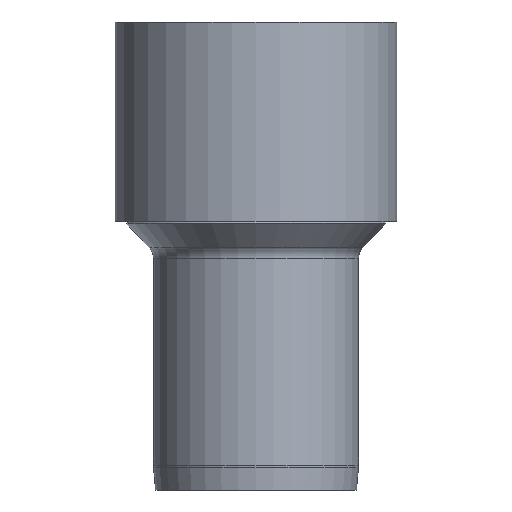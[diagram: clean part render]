
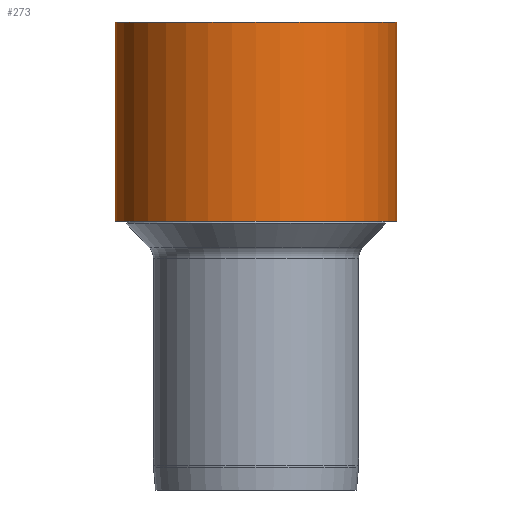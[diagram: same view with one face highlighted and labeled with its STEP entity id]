
A CAD part, front view. The second image highlights one B-rep face of the part: STEP entity #273.
In plain terms, the highlighted cylindrical face has radius 706.5 mm (diameter 1413 mm), a full revolution.
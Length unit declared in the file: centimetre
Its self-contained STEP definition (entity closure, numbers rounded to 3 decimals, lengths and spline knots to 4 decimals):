
#32=CYLINDRICAL_SURFACE('',#321,70.65);
#41=LINE('',#504,#50);
#50=VECTOR('',#423,70.65);
#71=FACE_OUTER_BOUND('',#90,.T.);
#90=EDGE_LOOP('',(#250,#251,#252,#253));
#115=CIRCLE('',#315,70.65);
#118=CIRCLE('',#320,70.65);
#139=VERTEX_POINT('',#492);
#142=VERTEX_POINT('',#501);
#174=EDGE_CURVE('',#139,#139,#115,.T.);
#178=EDGE_CURVE('',#142,#142,#118,.T.);
#179=EDGE_CURVE('',#139,#142,#41,.T.);
#250=ORIENTED_EDGE('',*,*,#174,.F.);
#251=ORIENTED_EDGE('',*,*,#179,.T.);
#252=ORIENTED_EDGE('',*,*,#178,.T.);
#253=ORIENTED_EDGE('',*,*,#179,.F.);
#273=ADVANCED_FACE('',(#71),#32,.T.);
#315=AXIS2_PLACEMENT_3D('',#493,#408,#409);
#320=AXIS2_PLACEMENT_3D('',#502,#419,#420);
#321=AXIS2_PLACEMENT_3D('',#503,#421,#422);
#408=DIRECTION('center_axis',(0.,0.,-1.));
#409=DIRECTION('ref_axis',(1.,0.,0.));
#419=DIRECTION('center_axis',(0.,0.,-1.));
#420=DIRECTION('ref_axis',(1.,0.,0.));
#421=DIRECTION('center_axis',(0.,0.,-1.));
#422=DIRECTION('ref_axis',(1.,0.,0.));
#423=DIRECTION('',(0.,0.,1.));
#492=CARTESIAN_POINT('',(59.1473,97.1939,-150.0351));
#493=CARTESIAN_POINT('Origin',(129.7973,97.1939,-150.0351));
#501=CARTESIAN_POINT('',(59.1473,97.1939,-50.0351));
#502=CARTESIAN_POINT('Origin',(129.7973,97.1939,-50.0351));
#503=CARTESIAN_POINT('Origin',(129.7973,97.1939,-100.0351));
#504=CARTESIAN_POINT('',(59.1473,97.1939,-100.0351));
